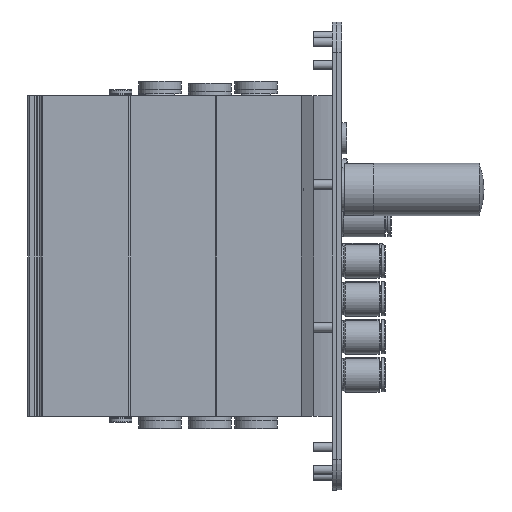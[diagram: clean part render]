
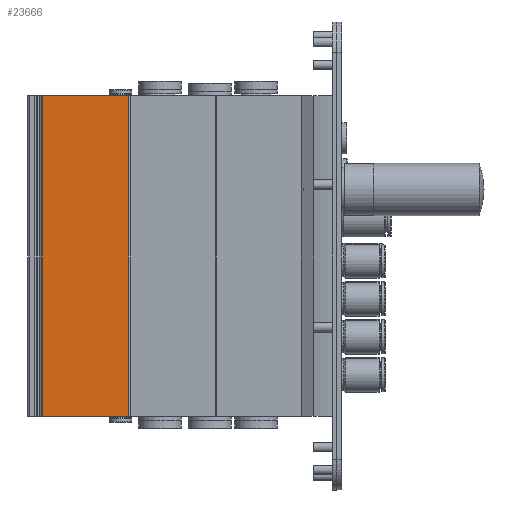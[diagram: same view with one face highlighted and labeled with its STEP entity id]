
A CAD part, front view. The second image highlights one B-rep face of the part: STEP entity #23666.
In plain terms, the highlighted planar face has unit normal (0, -1, 0).
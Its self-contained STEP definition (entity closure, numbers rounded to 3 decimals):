
#895=PLANE('',#25615);
#1842=LINE('',#35769,#3718);
#1930=LINE('',#36109,#3806);
#2054=LINE('',#37080,#3930);
#2055=LINE('',#37082,#3931);
#3718=VECTOR('',#28333,10.);
#3806=VECTOR('',#28645,10.);
#3930=VECTOR('',#29703,10.);
#3931=VECTOR('',#29706,10.);
#6311=FACE_OUTER_BOUND('',#7972,.T.);
#7972=EDGE_LOOP('',(#18089,#18090,#18091,#18092));
#10925=VERTEX_POINT('',#35766);
#10926=VERTEX_POINT('',#35768);
#11065=VERTEX_POINT('',#36106);
#11066=VERTEX_POINT('',#36108);
#13395=EDGE_CURVE('',#10926,#10925,#1842,.T.);
#13564=EDGE_CURVE('',#11066,#11065,#1930,.T.);
#13907=EDGE_CURVE('',#11065,#10926,#2054,.T.);
#13908=EDGE_CURVE('',#11066,#10925,#2055,.T.);
#18089=ORIENTED_EDGE('',*,*,#13395,.T.);
#18090=ORIENTED_EDGE('',*,*,#13908,.F.);
#18091=ORIENTED_EDGE('',*,*,#13564,.T.);
#18092=ORIENTED_EDGE('',*,*,#13907,.T.);
#23666=ADVANCED_FACE('',(#6311),#895,.T.);
#25615=AXIS2_PLACEMENT_3D('',#37081,#29704,#29705);
#28333=DIRECTION('',(-1.,0.,0.));
#28645=DIRECTION('',(1.,0.,0.));
#29703=DIRECTION('',(0.,0.,1.));
#29704=DIRECTION('center_axis',(0.,-1.,0.));
#29705=DIRECTION('ref_axis',(0.,0.,-1.));
#29706=DIRECTION('',(0.,0.,1.));
#35766=CARTESIAN_POINT('',(87.5,-33.8,135.));
#35768=CARTESIAN_POINT('',(124.,-33.8,135.));
#35769=CARTESIAN_POINT('',(87.5,-33.8,135.));
#36106=CARTESIAN_POINT('',(124.,-33.8,0.));
#36108=CARTESIAN_POINT('',(87.5,-33.8,0.));
#36109=CARTESIAN_POINT('',(87.5,-33.8,0.));
#37080=CARTESIAN_POINT('',(124.,-33.8,0.));
#37081=CARTESIAN_POINT('Origin',(124.,-33.8,0.));
#37082=CARTESIAN_POINT('',(87.5,-33.8,0.));
